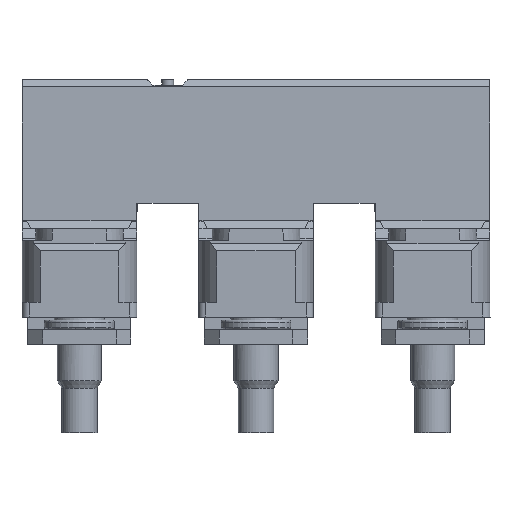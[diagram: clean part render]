
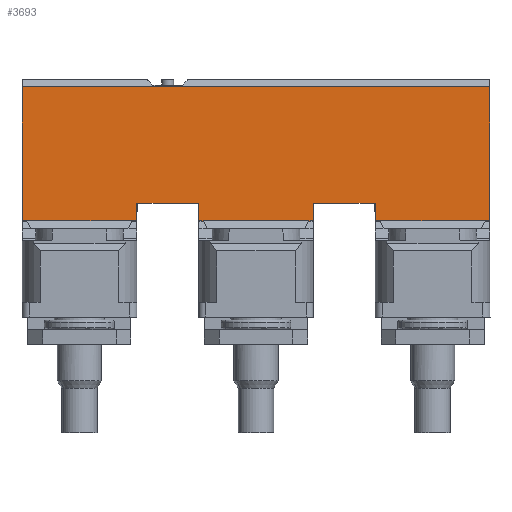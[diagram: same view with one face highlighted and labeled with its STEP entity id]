
A CAD part, front view. The second image highlights one B-rep face of the part: STEP entity #3693.
In plain terms, the highlighted planar face has unit normal (0, -1, 0.009).
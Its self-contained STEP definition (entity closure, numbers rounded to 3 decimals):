
#3568=AXIS2_PLACEMENT_3D('Plane Axis2P3D',#3565,#3566,#3567) ;
#2246=CARTESIAN_POINT('Vertex',(0.,5.47,14.4)) ;
#2654=CARTESIAN_POINT('Vertex',(7.8,5.47,14.4)) ;
#2885=CARTESIAN_POINT('Line Origine',(0.15,5.47,14.4)) ;
#2889=CARTESIAN_POINT('Vertex',(0.3,5.47,14.4)) ;
#3119=CARTESIAN_POINT('Vertex',(7.5,5.47,14.4)) ;
#3122=CARTESIAN_POINT('Line Origine',(3.9,5.47,14.4)) ;
#3275=CARTESIAN_POINT('Line Origine',(7.65,5.47,14.4)) ;
#3565=CARTESIAN_POINT('Axis2P3D Location',(31.8,5.549,23.5)) ;
#3570=CARTESIAN_POINT('Line Origine',(15.9,5.549,23.5)) ;
#3574=CARTESIAN_POINT('Vertex',(31.8,5.549,23.5)) ;
#3576=CARTESIAN_POINT('Vertex',(0.,5.549,23.5)) ;
#3579=CARTESIAN_POINT('Line Origine',(0.,5.51,18.95)) ;
#3584=CARTESIAN_POINT('Line Origine',(7.8,5.475,15.)) ;
#3588=CARTESIAN_POINT('Vertex',(7.8,5.48,15.6)) ;
#3591=CARTESIAN_POINT('Line Origine',(9.9,5.48,15.6)) ;
#3595=CARTESIAN_POINT('Vertex',(12.,5.48,15.6)) ;
#3598=CARTESIAN_POINT('Line Origine',(12.,5.475,15.)) ;
#3602=CARTESIAN_POINT('Vertex',(12.,5.47,14.4)) ;
#3605=CARTESIAN_POINT('Line Origine',(12.15,5.47,14.4)) ;
#3609=CARTESIAN_POINT('Vertex',(12.3,5.47,14.4)) ;
#3612=CARTESIAN_POINT('Line Origine',(15.9,5.47,14.4)) ;
#3616=CARTESIAN_POINT('Vertex',(19.5,5.47,14.4)) ;
#3619=CARTESIAN_POINT('Line Origine',(19.65,5.47,14.4)) ;
#3623=CARTESIAN_POINT('Vertex',(19.8,5.47,14.4)) ;
#3626=CARTESIAN_POINT('Line Origine',(19.8,5.475,15.)) ;
#3630=CARTESIAN_POINT('Vertex',(19.8,5.48,15.6)) ;
#3633=CARTESIAN_POINT('Line Origine',(21.9,5.48,15.6)) ;
#3637=CARTESIAN_POINT('Vertex',(24.,5.48,15.6)) ;
#3640=CARTESIAN_POINT('Line Origine',(24.,5.475,15.)) ;
#3644=CARTESIAN_POINT('Vertex',(24.,5.47,14.4)) ;
#3647=CARTESIAN_POINT('Line Origine',(24.15,5.47,14.4)) ;
#3651=CARTESIAN_POINT('Vertex',(24.3,5.47,14.4)) ;
#3654=CARTESIAN_POINT('Line Origine',(27.9,5.47,14.4)) ;
#3658=CARTESIAN_POINT('Vertex',(31.5,5.47,14.4)) ;
#3661=CARTESIAN_POINT('Line Origine',(31.65,5.47,14.4)) ;
#3665=CARTESIAN_POINT('Vertex',(31.8,5.47,14.4)) ;
#3668=CARTESIAN_POINT('Line Origine',(31.8,5.51,18.95)) ;
#2886=DIRECTION('Vector Direction',(-1.,0.,0.)) ;
#3123=DIRECTION('Vector Direction',(-1.,0.,0.)) ;
#3276=DIRECTION('Vector Direction',(-1.,0.,0.)) ;
#3566=DIRECTION('Axis2P3D Direction',(0.,1.,-0.009)) ;
#3567=DIRECTION('Axis2P3D XDirection',(0.,-0.009,-1.)) ;
#3571=DIRECTION('Vector Direction',(-1.,0.,0.)) ;
#3580=DIRECTION('Vector Direction',(0.,-0.009,-1.)) ;
#3585=DIRECTION('Vector Direction',(0.,0.009,1.)) ;
#3592=DIRECTION('Vector Direction',(-1.,0.,0.)) ;
#3599=DIRECTION('Vector Direction',(0.,-0.009,-1.)) ;
#3606=DIRECTION('Vector Direction',(-1.,0.,0.)) ;
#3613=DIRECTION('Vector Direction',(-1.,0.,0.)) ;
#3620=DIRECTION('Vector Direction',(-1.,0.,0.)) ;
#3627=DIRECTION('Vector Direction',(0.,-0.009,-1.)) ;
#3634=DIRECTION('Vector Direction',(1.,0.,0.)) ;
#3641=DIRECTION('Vector Direction',(0.,0.009,1.)) ;
#3648=DIRECTION('Vector Direction',(-1.,0.,0.)) ;
#3655=DIRECTION('Vector Direction',(-1.,0.,0.)) ;
#3662=DIRECTION('Vector Direction',(-1.,0.,0.)) ;
#3669=DIRECTION('Vector Direction',(0.,-0.009,-1.)) ;
#2887=VECTOR('Line Direction',#2886,1.) ;
#3124=VECTOR('Line Direction',#3123,1.) ;
#3277=VECTOR('Line Direction',#3276,1.) ;
#3572=VECTOR('Line Direction',#3571,1.) ;
#3581=VECTOR('Line Direction',#3580,1.) ;
#3586=VECTOR('Line Direction',#3585,1.) ;
#3593=VECTOR('Line Direction',#3592,1.) ;
#3600=VECTOR('Line Direction',#3599,1.) ;
#3607=VECTOR('Line Direction',#3606,1.) ;
#3614=VECTOR('Line Direction',#3613,1.) ;
#3621=VECTOR('Line Direction',#3620,1.) ;
#3628=VECTOR('Line Direction',#3627,1.) ;
#3635=VECTOR('Line Direction',#3634,1.) ;
#3642=VECTOR('Line Direction',#3641,1.) ;
#3649=VECTOR('Line Direction',#3648,1.) ;
#3656=VECTOR('Line Direction',#3655,1.) ;
#3663=VECTOR('Line Direction',#3662,1.) ;
#3670=VECTOR('Line Direction',#3669,1.) ;
#3674=ORIENTED_EDGE('',*,*,#3578,.T.) ;
#3675=ORIENTED_EDGE('',*,*,#3583,.F.) ;
#3676=ORIENTED_EDGE('',*,*,#2891,.F.) ;
#3677=ORIENTED_EDGE('',*,*,#3126,.F.) ;
#3678=ORIENTED_EDGE('',*,*,#3279,.F.) ;
#3679=ORIENTED_EDGE('',*,*,#3590,.F.) ;
#3680=ORIENTED_EDGE('',*,*,#3597,.F.) ;
#3681=ORIENTED_EDGE('',*,*,#3604,.F.) ;
#3682=ORIENTED_EDGE('',*,*,#3611,.F.) ;
#3683=ORIENTED_EDGE('',*,*,#3618,.F.) ;
#3684=ORIENTED_EDGE('',*,*,#3625,.F.) ;
#3685=ORIENTED_EDGE('',*,*,#3632,.F.) ;
#3686=ORIENTED_EDGE('',*,*,#3639,.F.) ;
#3687=ORIENTED_EDGE('',*,*,#3646,.F.) ;
#3688=ORIENTED_EDGE('',*,*,#3653,.F.) ;
#3689=ORIENTED_EDGE('',*,*,#3660,.F.) ;
#3690=ORIENTED_EDGE('',*,*,#3667,.F.) ;
#3691=ORIENTED_EDGE('',*,*,#3672,.T.) ;
#3693=ADVANCED_FACE('Hauptk\X2\00F6\X0\rper',(#3692),#3569,.F.) ;
#2891=EDGE_CURVE('',#2890,#2247,#2888,.T.) ;
#3126=EDGE_CURVE('',#3120,#2890,#3125,.T.) ;
#3279=EDGE_CURVE('',#2655,#3120,#3278,.T.) ;
#3578=EDGE_CURVE('',#3575,#3577,#3573,.T.) ;
#3583=EDGE_CURVE('',#2247,#3577,#3582,.F.) ;
#3590=EDGE_CURVE('',#3589,#2655,#3587,.F.) ;
#3597=EDGE_CURVE('',#3596,#3589,#3594,.T.) ;
#3604=EDGE_CURVE('',#3603,#3596,#3601,.F.) ;
#3611=EDGE_CURVE('',#3610,#3603,#3608,.T.) ;
#3618=EDGE_CURVE('',#3617,#3610,#3615,.T.) ;
#3625=EDGE_CURVE('',#3624,#3617,#3622,.T.) ;
#3632=EDGE_CURVE('',#3631,#3624,#3629,.T.) ;
#3639=EDGE_CURVE('',#3638,#3631,#3636,.F.) ;
#3646=EDGE_CURVE('',#3645,#3638,#3643,.T.) ;
#3653=EDGE_CURVE('',#3652,#3645,#3650,.T.) ;
#3660=EDGE_CURVE('',#3659,#3652,#3657,.T.) ;
#3667=EDGE_CURVE('',#3666,#3659,#3664,.T.) ;
#3672=EDGE_CURVE('',#3666,#3575,#3671,.F.) ;
#3673=EDGE_LOOP('',(#3674,#3675,#3676,#3677,#3678,#3679,#3680,#3681,#3682,#3683,#3684,#3685,#3686,#3687,#3688,#3689,#3690,#3691)) ;
#3692=FACE_OUTER_BOUND('',#3673,.T.) ;
#2888=LINE('Line',#2885,#2887) ;
#3125=LINE('Line',#3122,#3124) ;
#3278=LINE('Line',#3275,#3277) ;
#3573=LINE('Line',#3570,#3572) ;
#3582=LINE('Line',#3579,#3581) ;
#3587=LINE('Line',#3584,#3586) ;
#3594=LINE('Line',#3591,#3593) ;
#3601=LINE('Line',#3598,#3600) ;
#3608=LINE('Line',#3605,#3607) ;
#3615=LINE('Line',#3612,#3614) ;
#3622=LINE('Line',#3619,#3621) ;
#3629=LINE('Line',#3626,#3628) ;
#3636=LINE('Line',#3633,#3635) ;
#3643=LINE('Line',#3640,#3642) ;
#3650=LINE('Line',#3647,#3649) ;
#3657=LINE('Line',#3654,#3656) ;
#3664=LINE('Line',#3661,#3663) ;
#3671=LINE('Line',#3668,#3670) ;
#3569=PLANE('',#3568) ;
#2247=VERTEX_POINT('',#2246) ;
#2655=VERTEX_POINT('',#2654) ;
#2890=VERTEX_POINT('',#2889) ;
#3120=VERTEX_POINT('',#3119) ;
#3575=VERTEX_POINT('',#3574) ;
#3577=VERTEX_POINT('',#3576) ;
#3589=VERTEX_POINT('',#3588) ;
#3596=VERTEX_POINT('',#3595) ;
#3603=VERTEX_POINT('',#3602) ;
#3610=VERTEX_POINT('',#3609) ;
#3617=VERTEX_POINT('',#3616) ;
#3624=VERTEX_POINT('',#3623) ;
#3631=VERTEX_POINT('',#3630) ;
#3638=VERTEX_POINT('',#3637) ;
#3645=VERTEX_POINT('',#3644) ;
#3652=VERTEX_POINT('',#3651) ;
#3659=VERTEX_POINT('',#3658) ;
#3666=VERTEX_POINT('',#3665) ;
